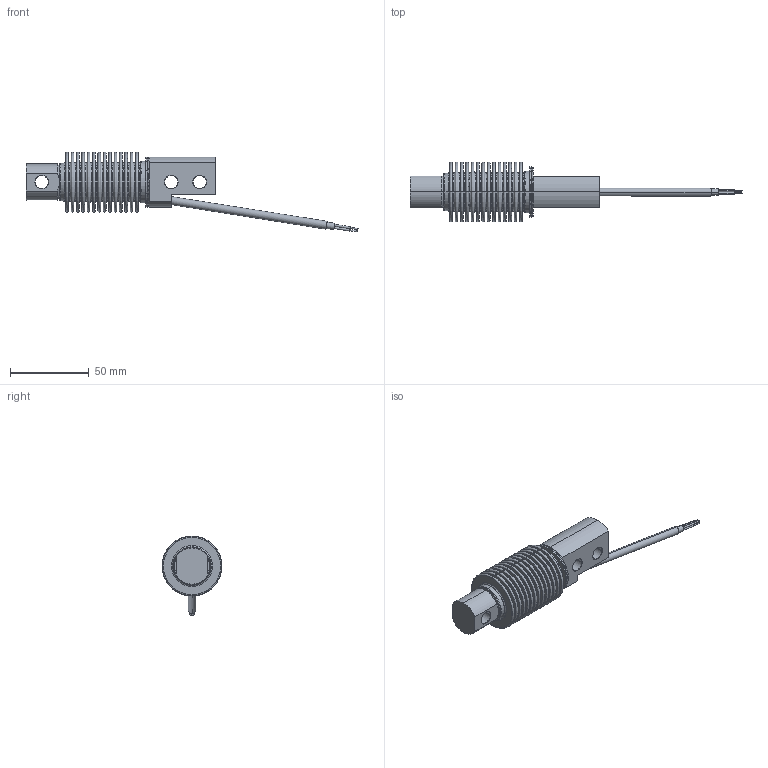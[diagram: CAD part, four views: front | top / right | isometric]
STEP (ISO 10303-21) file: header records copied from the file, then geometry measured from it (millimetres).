
FILE_DESCRIPTION (( 'STEP AP203' ), '1' );
FILE_NAME ('SHBxR.STEP', '2013-05-31T21:28:34', ( '' ), ( '' ), 'SwSTEP 2.0', 'SolidWorks 2013', '' );
FILE_SCHEMA (( 'CONFIG_CONTROL_DESIGN' ));
Length unit declared in the file: millimetre
Products named in the file (1): SHBxR
Bounding box: 210.31 x 38 x 50.58 mm (x, y, z)
Volume: 51339.5 mm3; surface area: 59593.5 mm2
Topology: 1 solids, 1 shells, 332 faces, 697 edges, 436 vertices
Faces by surface type: torus 176, plane 84, cylinder 47, cone 25
Entity records: 9494 total; most frequent: DIRECTION 1934, CARTESIAN_POINT 1767, ORIENTED_EDGE 1394, AXIS2_PLACEMENT_3D 923, EDGE_CURVE 697, CIRCLE 590, VERTEX_POINT 436, EDGE_LOOP 411
